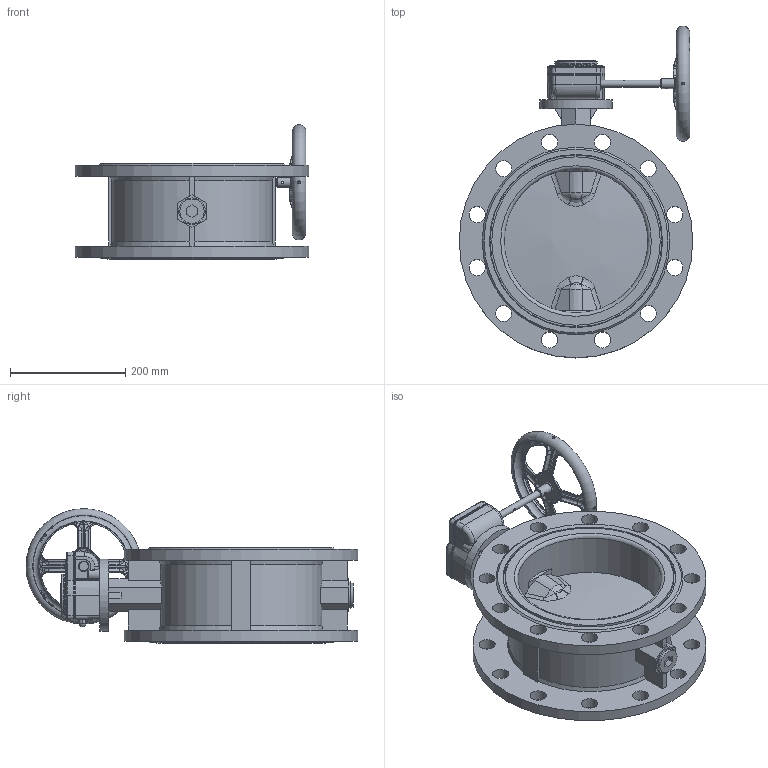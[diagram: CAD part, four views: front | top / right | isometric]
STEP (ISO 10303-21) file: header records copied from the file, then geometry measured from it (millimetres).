
FILE_DESCRIPTION(/* description */ ('STEP AP203'),/* implementation_level */ '2;1');
FILE_NAME(/* name */ '2343BV-250_STP_1.step',/* time_stamp */ '2025-10-29T14:53:51+01:00',/* author */ (''),/* organization */ (''),/* preprocessor_version */ 'ST-DEVELOPER v20.1',/* originating_system */ 'Autodesk Translation Framework v14.10.0.0',/* authorisation */ '');
FILE_SCHEMA (('AUTOMOTIVE_DESIGN { 1 0 10303 214 3 1 1 }'));
Products named in the file (3): EVFS-i DN250 PN16 F10-L22; 1; PS200-12 Bush
Assembly tree (2 placements, depth 3):
  EVFS-i DN250 PN16 F10-L22
    1
      PS200-12 Bush
Bounding box: 405 x 575.47 x 233.47 mm (x, y, z)
Volume: 6435188.1 mm3; surface area: 988847.9 mm2
Topology: 3 solids, 13 shells, 2951 faces, 7830 edges, 4931 vertices
Faces by surface type: plane 1162, cylinder 666, bspline 637, torus 237, cone 214, sphere 35
Full cylindrical faces by diameter (mm): 3.3 x2, 4 x4, 4.1 x4, 4.5 x2, 4.917 x4, 5 x4, 6 x4, 6.5 x4, 6.647 x4, 7.5 x4, 7.6 x2, 8 x2, 8.376 x4, 10 x1, 11 x4, 12 x4, 13 x6, 14 x2, 16 x1, 17 x1, 18 x2, 28 x25, 42 x1, 46 x1, 57.1 x2, 59 x2, 60 x2, 64 x1, 70 x1, 73 x1
Entity records: 192521 total; most frequent: CARTESIAN_POINT 122171, ORIENTED_EDGE 15470, DIRECTION 13593, EDGE_CURVE 7735, AXIS2_PLACEMENT_3D 5152, VERTEX_POINT 4931, LINE 3289, VECTOR 3289
